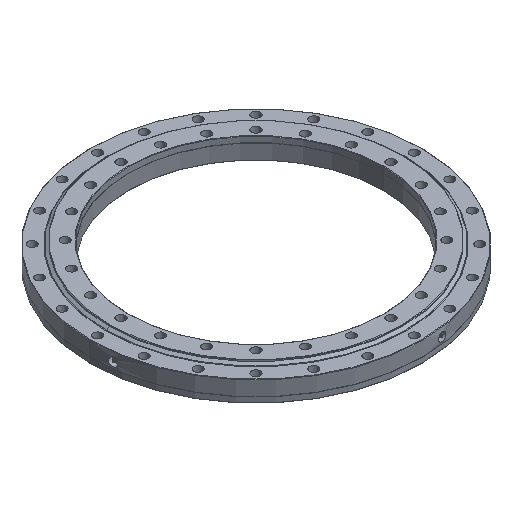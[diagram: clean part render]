
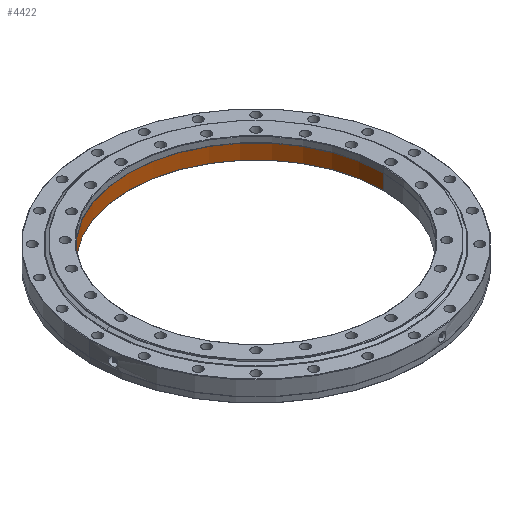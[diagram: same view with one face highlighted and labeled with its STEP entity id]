
A CAD part, isometric view. The second image highlights one B-rep face of the part: STEP entity #4422.
In plain terms, the highlighted cylindrical face has radius 327.5 mm (diameter 655 mm), a partial arc.
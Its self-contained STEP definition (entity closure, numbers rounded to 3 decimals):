
#32 = ORIENTED_EDGE ( 'NONE', *, *, #4339, .T. ) ;
#154 = VECTOR ( 'NONE', #5280, 1000. ) ;
#706 = CARTESIAN_POINT ( 'NONE',  ( 327.5, 0., 16.5 ) ) ;
#1265 = LINE ( 'NONE', #6931, #8910 ) ;
#1490 = DIRECTION ( 'NONE',  ( 0., 0., 1. ) ) ;
#1618 = DIRECTION ( 'NONE',  ( 1., 0., 0. ) ) ;
#1908 = EDGE_CURVE ( 'NONE', #4822, #9185, #1265, .T. ) ;
#2090 = CARTESIAN_POINT ( 'NONE',  ( -327.5, 0., 16.5 ) ) ;
#2630 = DIRECTION ( 'NONE',  ( 0., 0., -1. ) ) ;
#3295 = FACE_OUTER_BOUND ( 'NONE', #6969, .T. ) ;
#3357 = DIRECTION ( 'NONE',  ( 0., 0., 1. ) ) ;
#3448 = AXIS2_PLACEMENT_3D ( 'NONE', #6030, #1490, #6786 ) ;
#3789 = CARTESIAN_POINT ( 'NONE',  ( 327.5, 0., -21.5 ) ) ;
#4292 = EDGE_CURVE ( 'NONE', #7995, #9185, #8510, .T. ) ;
#4312 = VERTEX_POINT ( 'NONE', #3789 ) ;
#4339 = EDGE_CURVE ( 'NONE', #4312, #7995, #8270, .T. ) ;
#4422 = ADVANCED_FACE ( 'NONE', ( #3295 ), #5721, .F. ) ;
#4552 = CARTESIAN_POINT ( 'NONE',  ( 327.5, 0., 0. ) ) ;
#4822 = VERTEX_POINT ( 'NONE', #5823 ) ;
#5228 = ORIENTED_EDGE ( 'NONE', *, *, #1908, .F. ) ;
#5280 = DIRECTION ( 'NONE',  ( 0., 0., 1. ) ) ;
#5721 = CYLINDRICAL_SURFACE ( 'NONE', #8007, 327.5 ) ;
#5823 = CARTESIAN_POINT ( 'NONE',  ( -327.5, 0., -21.5 ) ) ;
#5845 = EDGE_CURVE ( 'NONE', #4822, #4312, #7819, .T. ) ;
#6030 = CARTESIAN_POINT ( 'NONE',  ( 0., 0., 16.5 ) ) ;
#6786 = DIRECTION ( 'NONE',  ( 1., 0., 0. ) ) ;
#6914 = CARTESIAN_POINT ( 'NONE',  ( 0., 0., 0. ) ) ;
#6931 = CARTESIAN_POINT ( 'NONE',  ( -327.5, 0., 0. ) ) ;
#6969 = EDGE_LOOP ( 'NONE', ( #5228, #7524, #32, #7251 ) ) ;
#7150 = CARTESIAN_POINT ( 'NONE',  ( 0., 0., -21.5 ) ) ;
#7251 = ORIENTED_EDGE ( 'NONE', *, *, #4292, .T. ) ;
#7524 = ORIENTED_EDGE ( 'NONE', *, *, #5845, .T. ) ;
#7712 = DIRECTION ( 'NONE',  ( 0., 0., 1. ) ) ;
#7819 = CIRCLE ( 'NONE', #8028, 327.5 ) ;
#7943 = DIRECTION ( 'NONE',  ( 1., 0., 0. ) ) ;
#7995 = VERTEX_POINT ( 'NONE', #706 ) ;
#8007 = AXIS2_PLACEMENT_3D ( 'NONE', #6914, #7712, #1618 ) ;
#8028 = AXIS2_PLACEMENT_3D ( 'NONE', #7150, #2630, #7943 ) ;
#8270 = LINE ( 'NONE', #4552, #154 ) ;
#8510 = CIRCLE ( 'NONE', #3448, 327.5 ) ;
#8910 = VECTOR ( 'NONE', #3357, 1000. ) ;
#9185 = VERTEX_POINT ( 'NONE', #2090 ) ;
